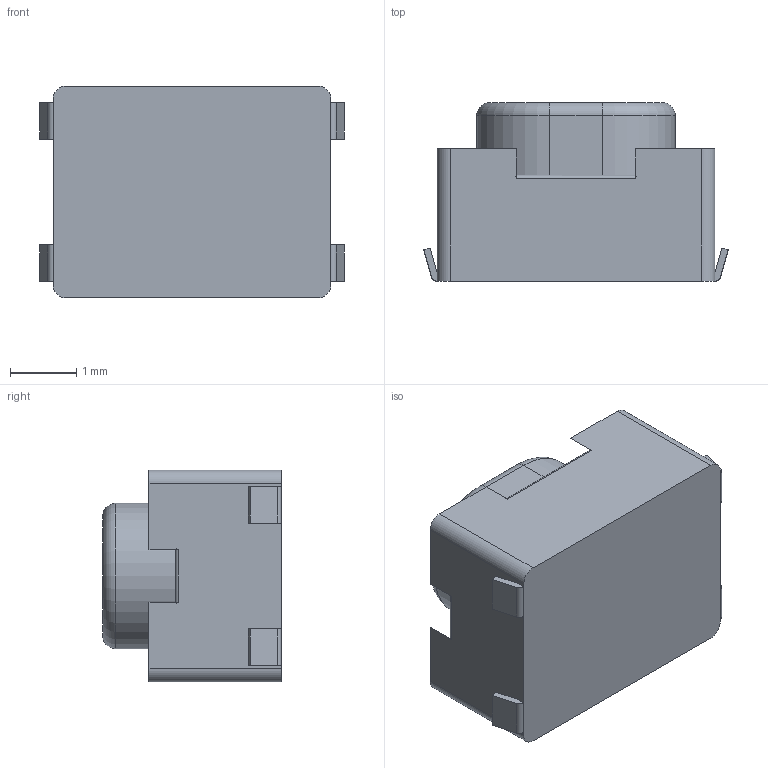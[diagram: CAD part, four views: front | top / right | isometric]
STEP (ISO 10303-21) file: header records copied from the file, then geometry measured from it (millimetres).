
FILE_DESCRIPTION (( 'STEP AP214' ), '1' );
FILE_NAME ('PTS810 SJM 250 SMTR LFS .STEP', '2019-08-02T22:24:14', ( '' ), ( '' ), 'SwSTEP 2.0', 'SolidWorks 2017', '' );
FILE_SCHEMA (( 'AUTOMOTIVE_DESIGN' ));
Length unit declared in the file: millimetre
Products named in the file (1): PTS810 SJM 250 SMTR LFS 
Bounding box: 4.6 x 2.7 x 3.2 mm (x, y, z)
Volume: 28.6 mm3; surface area: 80.7 mm2
Topology: 6 solids, 6 shells, 65 faces, 152 edges, 100 vertices
Faces by surface type: plane 45, cylinder 18, torus 2
Entity records: 1923 total; most frequent: CARTESIAN_POINT 342, DIRECTION 306, ORIENTED_EDGE 304, EDGE_CURVE 152, LINE 114, VECTOR 114, VERTEX_POINT 100, AXIS2_PLACEMENT_3D 96
